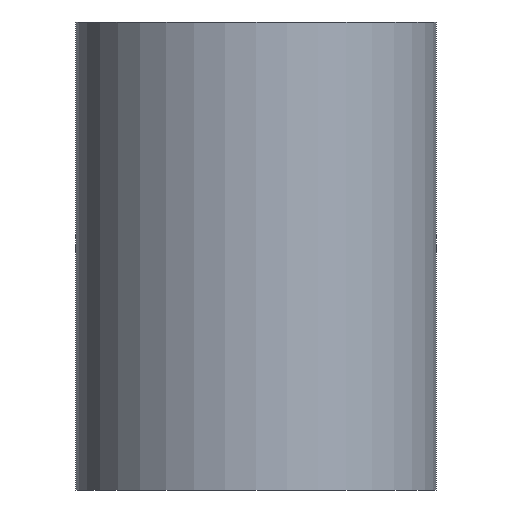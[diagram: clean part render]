
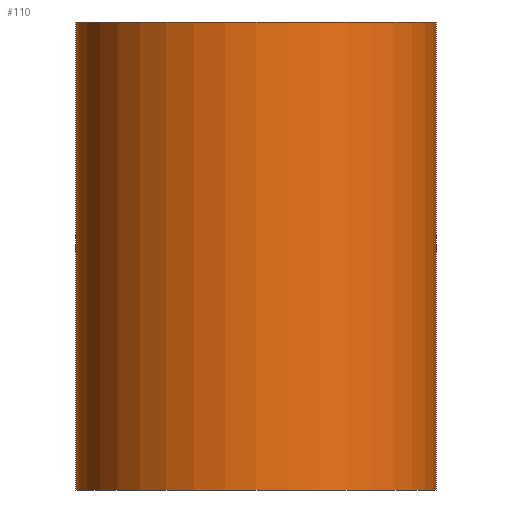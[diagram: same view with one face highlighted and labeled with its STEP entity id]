
A CAD part, front view. The second image highlights one B-rep face of the part: STEP entity #110.
In plain terms, the highlighted cylindrical face has radius 3.5 mm (diameter 7 mm), a partial arc.
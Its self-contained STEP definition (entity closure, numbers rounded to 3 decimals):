
#8 = CARTESIAN_POINT ( 'NONE',  ( -72.25, -24.75, 9.1 ) ) ;
#18 = DIRECTION ( 'NONE',  ( 0., 0., -1. ) ) ;
#22 = AXIS2_PLACEMENT_3D ( 'NONE', #197, #190, #219 ) ;
#32 = CARTESIAN_POINT ( 'NONE',  ( -75.75, -24.75, 23.999 ) ) ;
#34 = CYLINDRICAL_SURFACE ( 'NONE', #22, 3.5 ) ;
#41 = LINE ( 'NONE', #32, #192 ) ;
#42 = AXIS2_PLACEMENT_3D ( 'NONE', #8, #47, #167 ) ;
#47 = DIRECTION ( 'NONE',  ( 0., 0., -1. ) ) ;
#49 = VECTOR ( 'NONE', #248, 1000. ) ;
#52 = CARTESIAN_POINT ( 'NONE',  ( -68.75, -24.75, 0. ) ) ;
#53 = VERTEX_POINT ( 'NONE', #52 ) ;
#69 = CARTESIAN_POINT ( 'NONE',  ( -75.75, -24.75, 9.1 ) ) ;
#81 = CIRCLE ( 'NONE', #42, 3.5 ) ;
#90 = VERTEX_POINT ( 'NONE', #133 ) ;
#92 = EDGE_CURVE ( 'NONE', #90, #112, #81, .T. ) ;
#103 = EDGE_LOOP ( 'NONE', ( #236, #124, #170, #220 ) ) ;
#108 = FACE_OUTER_BOUND ( 'NONE', #103, .T. ) ;
#110 = ADVANCED_FACE ( 'NONE', ( #108 ), #34, .T. ) ;
#112 = VERTEX_POINT ( 'NONE', #69 ) ;
#115 = VERTEX_POINT ( 'NONE', #212 ) ;
#124 = ORIENTED_EDGE ( 'NONE', *, *, #92, .T. ) ;
#133 = CARTESIAN_POINT ( 'NONE',  ( -68.75, -24.75, 9.1 ) ) ;
#134 = DIRECTION ( 'NONE',  ( 1., 0., 0. ) ) ;
#151 = EDGE_CURVE ( 'NONE', #90, #53, #210, .T. ) ;
#165 = AXIS2_PLACEMENT_3D ( 'NONE', #222, #180, #134 ) ;
#167 = DIRECTION ( 'NONE',  ( -1., 0., 0. ) ) ;
#169 = EDGE_CURVE ( 'NONE', #115, #53, #188, .T. ) ;
#170 = ORIENTED_EDGE ( 'NONE', *, *, #247, .T. ) ;
#177 = CARTESIAN_POINT ( 'NONE',  ( -68.75, -24.75, 23.999 ) ) ;
#180 = DIRECTION ( 'NONE',  ( 0., 0., 1. ) ) ;
#188 = CIRCLE ( 'NONE', #165, 3.5 ) ;
#190 = DIRECTION ( 'NONE',  ( 0., 0., -1. ) ) ;
#192 = VECTOR ( 'NONE', #18, 1000. ) ;
#197 = CARTESIAN_POINT ( 'NONE',  ( -72.25, -24.75, 23.999 ) ) ;
#210 = LINE ( 'NONE', #177, #49 ) ;
#212 = CARTESIAN_POINT ( 'NONE',  ( -75.75, -24.75, 0. ) ) ;
#219 = DIRECTION ( 'NONE',  ( -1., 0., 0. ) ) ;
#220 = ORIENTED_EDGE ( 'NONE', *, *, #169, .T. ) ;
#222 = CARTESIAN_POINT ( 'NONE',  ( -72.25, -24.75, 0. ) ) ;
#236 = ORIENTED_EDGE ( 'NONE', *, *, #151, .F. ) ;
#247 = EDGE_CURVE ( 'NONE', #112, #115, #41, .T. ) ;
#248 = DIRECTION ( 'NONE',  ( 0., 0., -1. ) ) ;
